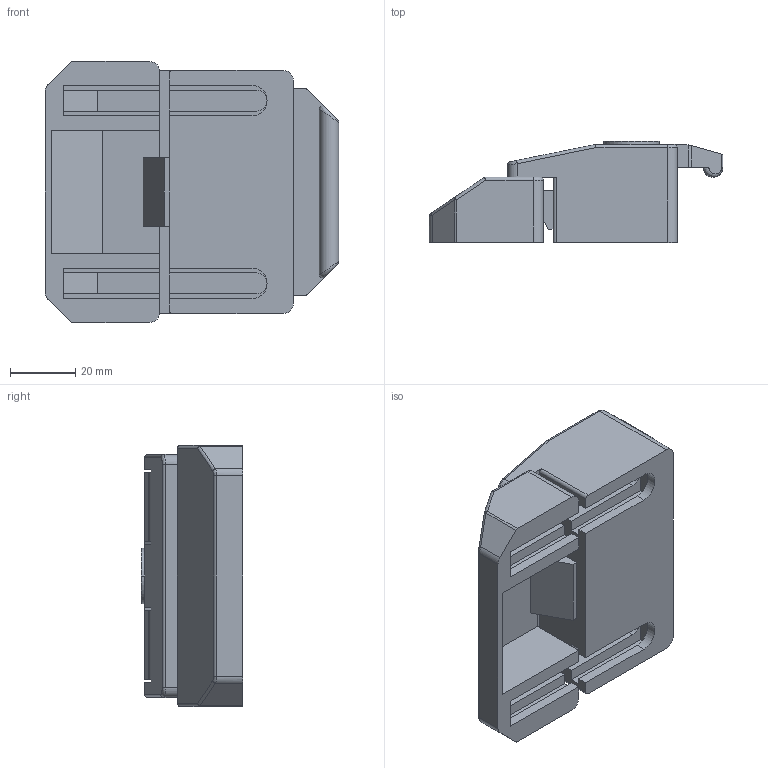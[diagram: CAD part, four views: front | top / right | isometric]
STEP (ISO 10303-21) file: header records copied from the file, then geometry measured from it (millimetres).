
FILE_DESCRIPTION((''),'2;1');
FILE_NAME('12081_KLJUKA_KLJUCAV_UNIV_ASM','2022-09-19T07:51:10',('PredragRovcanin'),('Audax d.o.o.'),'CREO PARAMETRIC BY PTC INC, 2020281','CREO PARAMETRIC BY PTC INC, 2020281','');
FILE_SCHEMA(('AP242_MANAGED_MODEL_BASED_3D_ENGINEERING_MIM_LF { 1 0 10303 442 1 1 4 }'));
Length unit declared in the file: millimetre
Products named in the file (3): 12081_KLJUKA_KLJUCAV_UNIV_A; 12081_KLJUKA_KLJUCAV_UNIV_B; 12081_KLJUKA_KLJUCAV_UNIV_ASM
Assembly tree (2 placements, depth 2):
  12081_KLJUKA_KLJUCAV_UNIV_ASM
    12081_KLJUKA_KLJUCAV_UNIV_A
    12081_KLJUKA_KLJUCAV_UNIV_B
Bounding box: 90.03 x 31 x 80 mm (x, y, z)
Volume: 99155.7 mm3; surface area: 36194.9 mm2
Topology: 3 solids, 3 shells, 168 faces, 447 edges, 294 vertices
Faces by surface type: plane 111, cylinder 45, bspline 6, torus 4, sphere 2
Entity records: 7476 total; most frequent: CARTESIAN_POINT 1312, ORIENTED_EDGE 884, DIRECTION 851, PRESENTATION_STYLE_ASSIGNMENT 452, STYLED_ITEM 452, CURVE_STYLE 449, EDGE_CURVE 442, VECTOR 345
